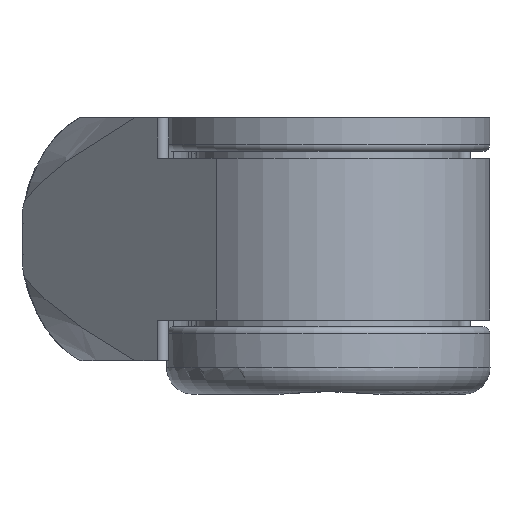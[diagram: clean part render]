
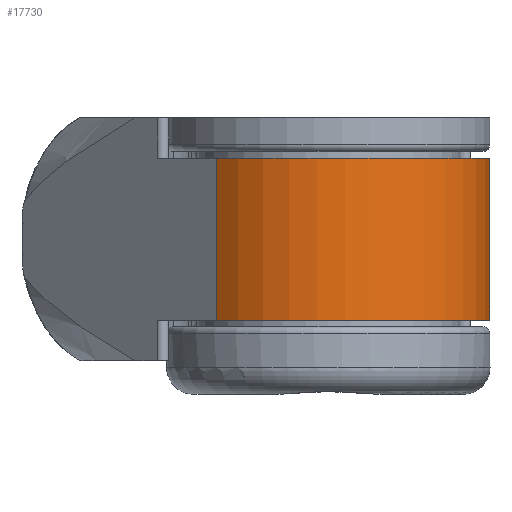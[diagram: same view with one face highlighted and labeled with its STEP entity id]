
A CAD part, left-side view. The second image highlights one B-rep face of the part: STEP entity #17730.
In plain terms, the highlighted cylindrical face has radius 24 mm (diameter 48 mm), a partial arc.
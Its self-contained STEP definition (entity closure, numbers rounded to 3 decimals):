
#1007=CYLINDRICAL_SURFACE('',#19258,24.);
#2013=FACE_OUTER_BOUND('',#3096,.T.);
#3096=EDGE_LOOP('',(#12990,#12991,#12992,#12993));
#4021=LINE('',#26579,#4972);
#4143=LINE('',#29360,#5094);
#4972=VECTOR('',#21102,10.);
#5094=VECTOR('',#22108,10.);
#5914=CIRCLE('',#18797,24.);
#5929=CIRCLE('',#18819,24.);
#7099=VERTEX_POINT('',#26481);
#7100=VERTEX_POINT('',#26483);
#7113=VERTEX_POINT('',#26577);
#7117=VERTEX_POINT('',#26603);
#8921=EDGE_CURVE('',#7099,#7100,#5914,.T.);
#8943=EDGE_CURVE('',#7099,#7113,#4021,.T.);
#8950=EDGE_CURVE('',#7117,#7113,#5929,.T.);
#9526=EDGE_CURVE('',#7117,#7100,#4143,.T.);
#12990=ORIENTED_EDGE('',*,*,#8943,.T.);
#12991=ORIENTED_EDGE('',*,*,#8950,.F.);
#12992=ORIENTED_EDGE('',*,*,#9526,.T.);
#12993=ORIENTED_EDGE('',*,*,#8921,.F.);
#17730=ADVANCED_FACE('',(#2013),#1007,.T.);
#18797=AXIS2_PLACEMENT_3D('',#26484,#21060,#21061);
#18819=AXIS2_PLACEMENT_3D('',#26605,#21111,#21112);
#19258=AXIS2_PLACEMENT_3D('',#29361,#22109,#22110);
#21060=DIRECTION('center_axis',(0.,0.,-1.));
#21061=DIRECTION('ref_axis',(1.,0.,0.));
#21102=DIRECTION('',(0.,0.,1.));
#21111=DIRECTION('center_axis',(0.,0.,1.));
#21112=DIRECTION('ref_axis',(1.,0.,0.));
#22108=DIRECTION('',(0.,0.,-1.));
#22109=DIRECTION('center_axis',(0.,0.,1.));
#22110=DIRECTION('ref_axis',(1.,0.,0.));
#26481=CARTESIAN_POINT('',(-15.427,18.385,-12.));
#26483=CARTESIAN_POINT('',(0.,-24.,-12.));
#26484=CARTESIAN_POINT('Origin',(0.,0.,-12.));
#26577=CARTESIAN_POINT('',(-15.427,18.385,12.));
#26579=CARTESIAN_POINT('',(-15.427,18.385,0.));
#26603=CARTESIAN_POINT('',(0.,-24.,12.));
#26605=CARTESIAN_POINT('Origin',(0.,0.,12.));
#29360=CARTESIAN_POINT('',(0.,-24.,0.));
#29361=CARTESIAN_POINT('Origin',(0.,0.,0.));
